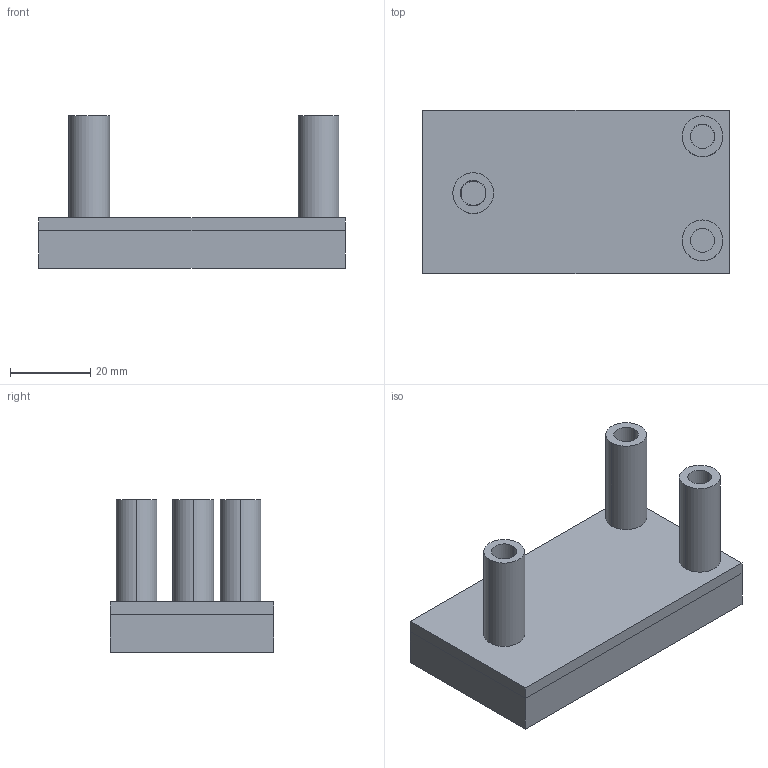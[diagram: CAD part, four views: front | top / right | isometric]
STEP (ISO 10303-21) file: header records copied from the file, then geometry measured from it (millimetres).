
FILE_DESCRIPTION (( 'STEP AP203' ), '1' );
FILE_NAME ('Assembly_Monostable Fluidic Amplifier_Alpha Design_Nozzle_1.3mm__Radius_63.5mm__Channel Depth_6mm__Fillet_0mm.STEP', '2020-05-06T14:23:29', ( '' ), ( '' ), 'SwSTEP 2.0', 'SolidWorks 2019', '' );
FILE_SCHEMA (( 'CONFIG_CONTROL_DESIGN' ));
Length unit declared in the file: inch
Products named in the file (1): Assembly_Monostable Fluidic Amplifier_Alpha Design_Nozzle_1.3mm__Radius_63.5mm__Channel Depth_6mm__Fillet_0mm
Bounding box: 76.2 x 40.64 x 37.97 mm (x, y, z)
Volume: 39725 mm3; surface area: 20590 mm2
Topology: 2 solids, 2 shells, 52 faces, 127 edges, 84 vertices
Faces by surface type: plane 28, cylinder 24
Entity records: 1658 total; most frequent: CARTESIAN_POINT 298, DIRECTION 275, ORIENTED_EDGE 254, EDGE_CURVE 127, AXIS2_PLACEMENT_3D 97, VERTEX_POINT 84, LINE 81, VECTOR 81
